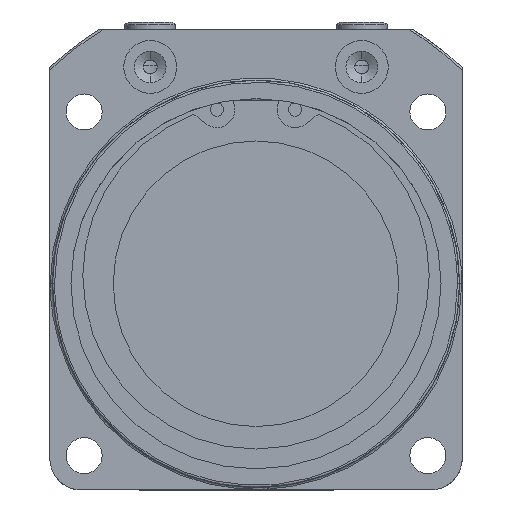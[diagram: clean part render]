
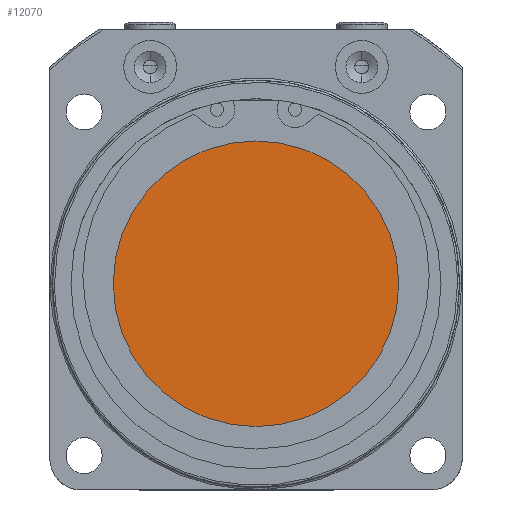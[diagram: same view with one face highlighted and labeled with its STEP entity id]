
A CAD part, front view. The second image highlights one B-rep face of the part: STEP entity #12070.
In plain terms, the highlighted planar face has unit normal (0, -1, 0).
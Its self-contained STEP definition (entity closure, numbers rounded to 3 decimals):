
#632 = AXIS2_PLACEMENT_3D ( 'NONE', #6876, #6875, #6874 ) ;
#858 = EDGE_CURVE ( 'NONE', #5566, #5570, #11615, .T. ) ;
#2281 = EDGE_CURVE ( 'NONE', #5570, #5566, #7978, .T. ) ;
#2430 = AXIS2_PLACEMENT_3D ( 'NONE', #6566, #6565, #6564 ) ;
#2597 = AXIS2_PLACEMENT_3D ( 'NONE', #4025, #4030, #4031 ) ;
#2748 = CARTESIAN_POINT ( 'NONE',  ( 27., -123.2, 0. ) ) ;
#2752 = CARTESIAN_POINT ( 'NONE',  ( -27., -123.2, 0. ) ) ;
#4025 = CARTESIAN_POINT ( 'NONE',  ( 0., -123.2, 0. ) ) ;
#4028 = PLANE ( 'NONE',  #2597 ) ;
#4030 = DIRECTION ( 'NONE',  ( 0., -1., 0. ) ) ;
#4031 = DIRECTION ( 'NONE',  ( 1., 0., 0. ) ) ;
#5566 = VERTEX_POINT ( 'NONE', #2748 ) ;
#5570 = VERTEX_POINT ( 'NONE', #2752 ) ;
#5850 = EDGE_LOOP ( 'NONE', ( #10121, #10120 ) ) ;
#6564 = DIRECTION ( 'NONE',  ( 1., 0., 0. ) ) ;
#6565 = DIRECTION ( 'NONE',  ( 0., 1., 0. ) ) ;
#6566 = CARTESIAN_POINT ( 'NONE',  ( 0., -123.2, 0. ) ) ;
#6874 = DIRECTION ( 'NONE',  ( 1., 0., 0. ) ) ;
#6875 = DIRECTION ( 'NONE',  ( 0., 1., 0. ) ) ;
#6876 = CARTESIAN_POINT ( 'NONE',  ( 0., -123.2, 0. ) ) ;
#7978 = CIRCLE ( 'NONE', #2430, 27. ) ;
#8136 = FACE_OUTER_BOUND ( 'NONE', #5850, .T. ) ;
#10120 = ORIENTED_EDGE ( 'NONE', *, *, #2281, .F. ) ;
#10121 = ORIENTED_EDGE ( 'NONE', *, *, #858, .F. ) ;
#11615 = CIRCLE ( 'NONE', #632, 27. ) ;
#12070 = ADVANCED_FACE ( 'NONE', ( #8136 ), #4028, .T. ) ;
